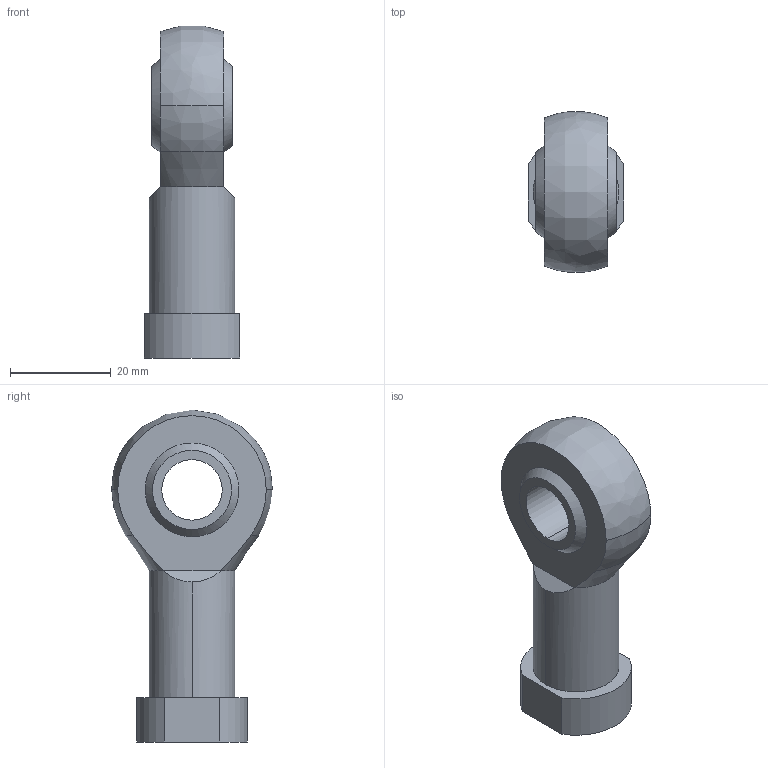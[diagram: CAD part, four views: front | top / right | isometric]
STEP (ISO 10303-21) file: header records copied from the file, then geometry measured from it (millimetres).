
FILE_DESCRIPTION (( 'STEP AP214' ), '1' );
FILE_NAME ('RD000006_PP.STEP', '2018-09-17T12:10:29', ( '' ), ( '' ), 'SwSTEP 2.0', 'SolidWorks 2018', '' );
FILE_SCHEMA (( 'AUTOMOTIVE_DESIGN' ));
Length unit declared in the file: millimetre
Products named in the file (1): RD000006_PP
Bounding box: 19 x 31.9 x 65.85 mm (x, y, z)
Volume: 15659.4 mm3; surface area: 6102.9 mm2
Topology: 1 solids, 1 shells, 28 faces, 62 edges, 42 vertices
Faces by surface type: plane 11, cylinder 8, bspline 5, cone 4
Entity records: 1305 total; most frequent: CARTESIAN_POINT 600, ORIENTED_EDGE 124, DIRECTION 122, EDGE_CURVE 62, AXIS2_PLACEMENT_3D 52, VERTEX_POINT 42, EDGE_LOOP 36, CIRCLE 28
